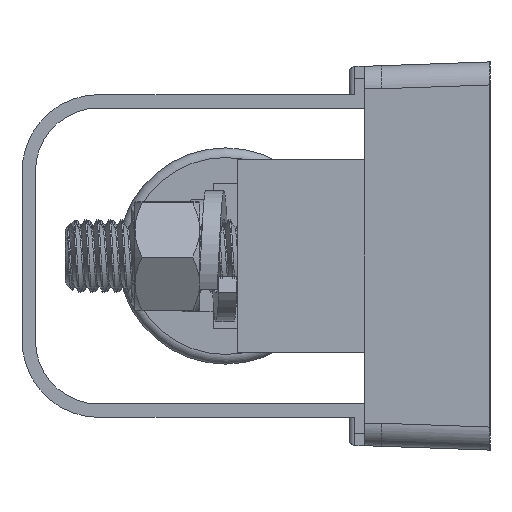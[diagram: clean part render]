
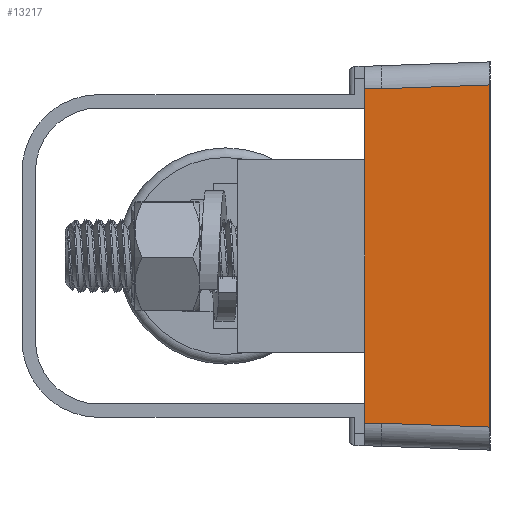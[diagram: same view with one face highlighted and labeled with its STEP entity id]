
A CAD part, left-side view. The second image highlights one B-rep face of the part: STEP entity #13217.
In plain terms, the highlighted planar face has unit normal (-0.999, 0.035, 0).
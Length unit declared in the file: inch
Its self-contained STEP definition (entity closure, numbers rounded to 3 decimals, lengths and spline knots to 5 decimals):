
#213 = VERTEX_POINT ( 'NONE', #9057 ) ;
#883 = CARTESIAN_POINT ( 'NONE',  ( -3.4872, 0.653, 0.87041 ) ) ;
#2463 = LINE ( 'NONE', #11623, #21627 ) ;
#3180 = PLANE ( 'NONE',  #13636 ) ;
#3326 = DIRECTION ( 'NONE',  ( -0.035, -0.999, 0. ) ) ;
#3778 = CARTESIAN_POINT ( 'NONE',  ( -3.51, 0., 1.01 ) ) ;
#4199 = EDGE_CURVE ( 'NONE', #26928, #19823, #2463, .T. ) ;
#6157 = DIRECTION ( 'NONE',  ( 0., 0., 1. ) ) ;
#6392 = LINE ( 'NONE', #10464, #13768 ) ;
#6481 = VERTEX_POINT ( 'NONE', #14835 ) ;
#6614 = DIRECTION ( 'NONE',  ( -0.035, -0.999, 0. ) ) ;
#7236 = ORIENTED_EDGE ( 'NONE', *, *, #9363, .F. ) ;
#7255 = ORIENTED_EDGE ( 'NONE', *, *, #27878, .T. ) ;
#7446 = EDGE_CURVE ( 'NONE', #12913, #6481, #14230, .T. ) ;
#9057 = CARTESIAN_POINT ( 'NONE',  ( -3.49034, 0.563, 0.87041 ) ) ;
#9171 = CARTESIAN_POINT ( 'NONE',  ( -3.49034, 0.563, 0.87041 ) ) ;
#9363 = EDGE_CURVE ( 'NONE', #19823, #213, #9471, .T. ) ;
#9461 = ORIENTED_EDGE ( 'NONE', *, *, #10154, .T. ) ;
#9471 = LINE ( 'NONE', #9171, #13142 ) ;
#10154 = EDGE_CURVE ( 'NONE', #6481, #19712, #15773, .T. ) ;
#10225 = DIRECTION ( 'NONE',  ( -0.999, 0.035, 0. ) ) ;
#10464 = CARTESIAN_POINT ( 'NONE',  ( -3.49034, 0.563, -0.87041 ) ) ;
#11623 = CARTESIAN_POINT ( 'NONE',  ( -3.4872, 0.653, -0.87041 ) ) ;
#12913 = VERTEX_POINT ( 'NONE', #24642 ) ;
#13142 = VECTOR ( 'NONE', #6614, 39.37008 ) ;
#13217 = ADVANCED_FACE ( 'NONE', ( #23738 ), #3180, .T. ) ;
#13636 = AXIS2_PLACEMENT_3D ( 'NONE', #21478, #10225, #3326 ) ;
#13768 = VECTOR ( 'NONE', #17499, 39.37008 ) ;
#14230 = LINE ( 'NONE', #19024, #27455 ) ;
#14488 = CARTESIAN_POINT ( 'NONE',  ( -3.4872, 0.653, -0.87041 ) ) ;
#14835 = CARTESIAN_POINT ( 'NONE',  ( -3.51, 0., -0.89007 ) ) ;
#14964 = LINE ( 'NONE', #26373, #21480 ) ;
#15773 = LINE ( 'NONE', #3778, #17951 ) ;
#16110 = DIRECTION ( 'NONE',  ( 0., 0., 1. ) ) ;
#17499 = DIRECTION ( 'NONE',  ( -0.035, -0.999, 0. ) ) ;
#17951 = VECTOR ( 'NONE', #6157, 39.37008 ) ;
#19024 = CARTESIAN_POINT ( 'NONE',  ( -3.50769, 0.06619, -0.88776 ) ) ;
#19037 = DIRECTION ( 'NONE',  ( 0.035, 0.999, -0.035 ) ) ;
#19712 = VERTEX_POINT ( 'NONE', #26227 ) ;
#19823 = VERTEX_POINT ( 'NONE', #883 ) ;
#21126 = DIRECTION ( 'NONE',  ( -0.035, -0.999, -0.035 ) ) ;
#21363 = EDGE_CURVE ( 'NONE', #26928, #12913, #6392, .T. ) ;
#21478 = CARTESIAN_POINT ( 'NONE',  ( -3.51, 0., 1.01 ) ) ;
#21480 = VECTOR ( 'NONE', #19037, 39.37008 ) ;
#21627 = VECTOR ( 'NONE', #16110, 39.37008 ) ;
#23738 = FACE_OUTER_BOUND ( 'NONE', #29336, .T. ) ;
#24642 = CARTESIAN_POINT ( 'NONE',  ( -3.49034, 0.563, -0.87041 ) ) ;
#26227 = CARTESIAN_POINT ( 'NONE',  ( -3.51, 0., 0.89007 ) ) ;
#26337 = ORIENTED_EDGE ( 'NONE', *, *, #21363, .T. ) ;
#26373 = CARTESIAN_POINT ( 'NONE',  ( -3.51015, -0.00418, 0.89022 ) ) ;
#26928 = VERTEX_POINT ( 'NONE', #14488 ) ;
#27455 = VECTOR ( 'NONE', #21126, 39.37008 ) ;
#27878 = EDGE_CURVE ( 'NONE', #19712, #213, #14964, .T. ) ;
#28661 = ORIENTED_EDGE ( 'NONE', *, *, #7446, .T. ) ;
#29336 = EDGE_LOOP ( 'NONE', ( #9461, #7255, #7236, #29364, #26337, #28661 ) ) ;
#29364 = ORIENTED_EDGE ( 'NONE', *, *, #4199, .F. ) ;
